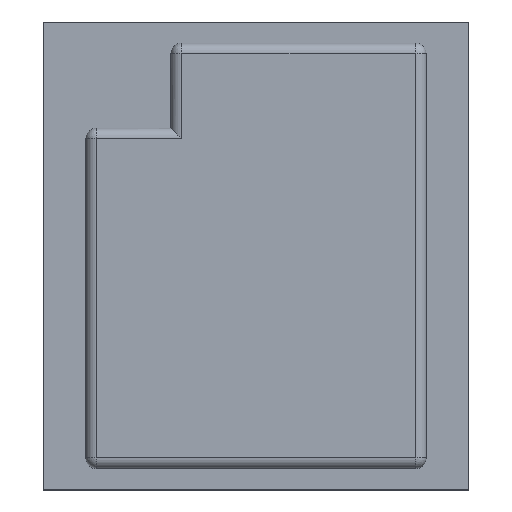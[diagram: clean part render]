
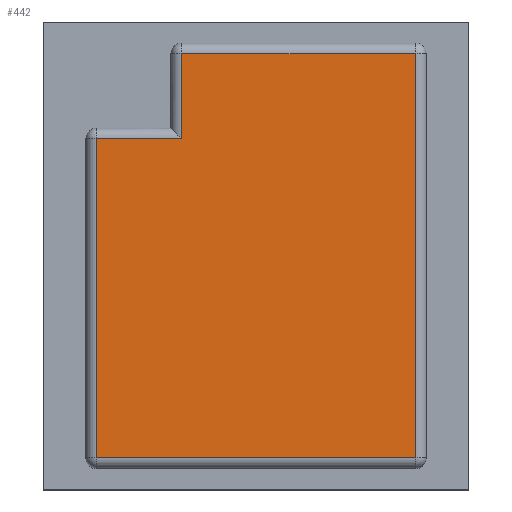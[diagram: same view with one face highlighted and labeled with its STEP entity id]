
A CAD part, top view. The second image highlights one B-rep face of the part: STEP entity #442.
In plain terms, the highlighted planar face has unit normal (0, 0, 1).
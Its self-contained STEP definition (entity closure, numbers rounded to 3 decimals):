
#24=PLANE('',#494);
#48=FACE_OUTER_BOUND('',#77,.T.);
#77=EDGE_LOOP('',(#326,#327,#328,#329,#330,#331));
#103=LINE('',#688,#144);
#109=LINE('',#709,#150);
#110=LINE('',#713,#151);
#111=LINE('',#715,#152);
#112=LINE('',#717,#153);
#113=LINE('',#718,#154);
#144=VECTOR('',#545,10.);
#150=VECTOR('',#569,10.);
#151=VECTOR('',#574,10.);
#152=VECTOR('',#575,10.);
#153=VECTOR('',#576,10.);
#154=VECTOR('',#577,10.);
#206=VERTEX_POINT('',#682);
#208=VERTEX_POINT('',#686);
#214=VERTEX_POINT('',#708);
#215=VERTEX_POINT('',#712);
#216=VERTEX_POINT('',#714);
#217=VERTEX_POINT('',#716);
#245=EDGE_CURVE('',#208,#206,#103,.T.);
#255=EDGE_CURVE('',#206,#214,#109,.T.);
#257=EDGE_CURVE('',#215,#208,#110,.T.);
#258=EDGE_CURVE('',#216,#215,#111,.T.);
#259=EDGE_CURVE('',#217,#216,#112,.T.);
#260=EDGE_CURVE('',#214,#217,#113,.T.);
#326=ORIENTED_EDGE('',*,*,#245,.F.);
#327=ORIENTED_EDGE('',*,*,#257,.F.);
#328=ORIENTED_EDGE('',*,*,#258,.F.);
#329=ORIENTED_EDGE('',*,*,#259,.F.);
#330=ORIENTED_EDGE('',*,*,#260,.F.);
#331=ORIENTED_EDGE('',*,*,#255,.F.);
#442=ADVANCED_FACE('',(#48),#24,.T.);
#494=AXIS2_PLACEMENT_3D('',#711,#572,#573);
#545=DIRECTION('',(0.,1.,0.));
#569=DIRECTION('',(1.,0.,0.));
#572=DIRECTION('center_axis',(0.,0.,1.));
#573=DIRECTION('ref_axis',(1.,0.,0.));
#574=DIRECTION('',(-1.,0.,0.));
#575=DIRECTION('',(0.,-1.,0.));
#576=DIRECTION('',(1.,0.,0.));
#577=DIRECTION('',(0.,1.,0.));
#682=CARTESIAN_POINT('',(1.25,8.25,2.8));
#686=CARTESIAN_POINT('',(1.25,0.75,2.8));
#688=CARTESIAN_POINT('',(1.25,7.,2.8));
#708=CARTESIAN_POINT('',(3.25,8.25,2.8));
#709=CARTESIAN_POINT('',(4.,8.25,2.8));
#711=CARTESIAN_POINT('Origin',(5.,5.5,2.8));
#712=CARTESIAN_POINT('',(8.75,0.75,2.8));
#713=CARTESIAN_POINT('',(3.,0.75,2.8));
#714=CARTESIAN_POINT('',(8.75,10.25,2.8));
#715=CARTESIAN_POINT('',(8.75,3.,2.8));
#716=CARTESIAN_POINT('',(3.25,10.25,2.8));
#717=CARTESIAN_POINT('',(7.,10.25,2.8));
#718=CARTESIAN_POINT('',(3.25,8.,2.8));
